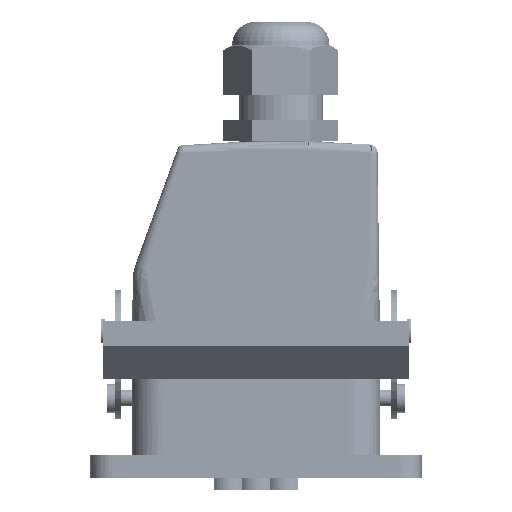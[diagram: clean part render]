
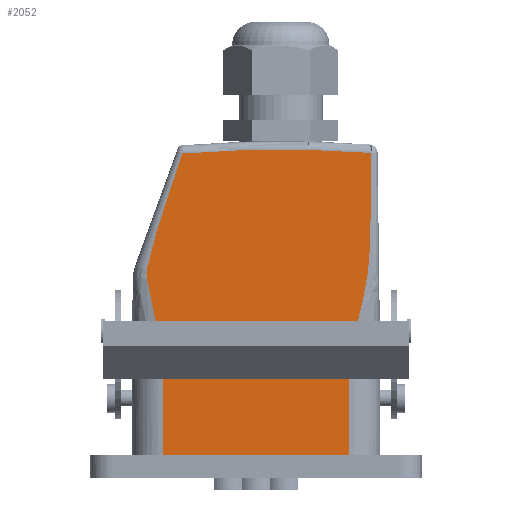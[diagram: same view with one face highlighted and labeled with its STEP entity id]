
A CAD part, left-side view. The second image highlights one B-rep face of the part: STEP entity #2052.
In plain terms, the highlighted planar face has unit normal (-1, 0, 0).
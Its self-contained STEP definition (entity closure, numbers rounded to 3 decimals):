
#1899=AXIS2_PLACEMENT_3D('Plane Axis2P3D',#1896,#1897,#1898) ;
#1959=AXIS2_PLACEMENT_3D('Circle Axis2P3D',#1957,#1958,$) ;
#1896=CARTESIAN_POINT('Axis2P3D Location',(19.5,10.,26.7)) ;
#1901=CARTESIAN_POINT('Line Origine',(19.5,17.5,20.3)) ;
#1905=CARTESIAN_POINT('Vertex',(19.5,17.5,8.4)) ;
#1907=CARTESIAN_POINT('Vertex',(19.5,17.5,32.2)) ;
#1910=CARTESIAN_POINT('Line Origine',(19.5,17.488,32.2)) ;
#1914=CARTESIAN_POINT('Vertex',(19.5,17.477,32.2)) ;
#1918=CARTESIAN_POINT('Control Point',(19.5,12.143,81.397)) ;
#1919=CARTESIAN_POINT('Control Point',(19.5,12.143,81.312)) ;
#1920=CARTESIAN_POINT('Control Point',(19.5,12.142,81.227)) ;
#1921=CARTESIAN_POINT('Control Point',(19.5,12.142,81.168)) ;
#1922=CARTESIAN_POINT('Control Point',(19.5,12.141,80.999)) ;
#1923=CARTESIAN_POINT('Control Point',(19.5,12.141,80.825)) ;
#1924=CARTESIAN_POINT('Control Point',(19.5,12.14,80.736)) ;
#1925=CARTESIAN_POINT('Control Point',(19.5,12.14,80.571)) ;
#1926=CARTESIAN_POINT('Control Point',(19.5,12.139,80.414)) ;
#1927=CARTESIAN_POINT('Control Point',(19.5,12.139,80.334)) ;
#1928=CARTESIAN_POINT('Control Point',(19.5,12.131,77.295)) ;
#1929=CARTESIAN_POINT('Control Point',(19.5,12.138,74.256)) ;
#1930=CARTESIAN_POINT('Control Point',(19.5,12.173,71.298)) ;
#1931=CARTESIAN_POINT('Control Point',(19.5,12.213,68.136)) ;
#1932=CARTESIAN_POINT('Control Point',(19.5,12.273,64.975)) ;
#1933=CARTESIAN_POINT('Control Point',(19.5,12.28,64.627)) ;
#1934=CARTESIAN_POINT('Control Point',(19.5,12.294,63.928)) ;
#1935=CARTESIAN_POINT('Control Point',(19.5,12.309,63.231)) ;
#1936=CARTESIAN_POINT('Control Point',(19.5,12.32,62.778)) ;
#1937=CARTESIAN_POINT('Control Point',(19.5,12.337,62.094)) ;
#1938=CARTESIAN_POINT('Control Point',(19.5,12.356,61.398)) ;
#1939=CARTESIAN_POINT('Control Point',(19.5,12.362,61.185)) ;
#1940=CARTESIAN_POINT('Control Point',(19.5,12.374,60.756)) ;
#1941=CARTESIAN_POINT('Control Point',(19.5,12.388,60.324)) ;
#1942=CARTESIAN_POINT('Control Point',(19.5,12.395,60.108)) ;
#1943=CARTESIAN_POINT('Control Point',(19.5,12.458,58.276)) ;
#1944=CARTESIAN_POINT('Control Point',(19.5,12.551,56.446)) ;
#1945=CARTESIAN_POINT('Control Point',(19.5,12.682,54.834)) ;
#1946=CARTESIAN_POINT('Control Point',(19.5,13.076,51.405)) ;
#1947=CARTESIAN_POINT('Control Point',(19.5,13.691,48.002)) ;
#1948=CARTESIAN_POINT('Control Point',(19.5,14.073,46.202)) ;
#1949=CARTESIAN_POINT('Control Point',(19.5,14.976,42.323)) ;
#1950=CARTESIAN_POINT('Control Point',(19.5,15.961,38.461)) ;
#1951=CARTESIAN_POINT('Control Point',(19.5,16.49,36.376)) ;
#1952=CARTESIAN_POINT('Control Point',(19.5,16.991,34.289)) ;
#1953=CARTESIAN_POINT('Control Point',(19.5,17.477,32.2)) ;
#1954=CARTESIAN_POINT('Vertex',(19.5,12.143,81.397)) ;
#1957=CARTESIAN_POINT('Axis2P3D Location',(19.5,34.,-215.8)) ;
#1961=CARTESIAN_POINT('Vertex',(19.5,57.751,81.252)) ;
#1965=CARTESIAN_POINT('Control Point',(19.5,57.751,81.252)) ;
#1966=CARTESIAN_POINT('Control Point',(19.5,57.798,81.116)) ;
#1967=CARTESIAN_POINT('Control Point',(19.5,57.846,80.979)) ;
#1968=CARTESIAN_POINT('Control Point',(19.5,57.894,80.842)) ;
#1969=CARTESIAN_POINT('Control Point',(19.5,57.99,80.568)) ;
#1970=CARTESIAN_POINT('Control Point',(19.5,58.087,80.292)) ;
#1971=CARTESIAN_POINT('Control Point',(19.5,58.135,80.153)) ;
#1972=CARTESIAN_POINT('Control Point',(19.5,59.057,77.516)) ;
#1973=CARTESIAN_POINT('Control Point',(19.5,59.965,74.872)) ;
#1974=CARTESIAN_POINT('Control Point',(19.5,60.805,72.356)) ;
#1975=CARTESIAN_POINT('Control Point',(19.5,61.703,69.646)) ;
#1976=CARTESIAN_POINT('Control Point',(19.5,62.583,66.93)) ;
#1977=CARTESIAN_POINT('Control Point',(19.5,62.646,66.735)) ;
#1978=CARTESIAN_POINT('Control Point',(19.5,62.885,65.995)) ;
#1979=CARTESIAN_POINT('Control Point',(19.5,63.12,65.259)) ;
#1980=CARTESIAN_POINT('Control Point',(19.5,63.292,64.721)) ;
#1981=CARTESIAN_POINT('Control Point',(19.5,63.619,63.684)) ;
#1982=CARTESIAN_POINT('Control Point',(19.5,63.942,62.638)) ;
#1983=CARTESIAN_POINT('Control Point',(19.5,64.094,62.14)) ;
#1984=CARTESIAN_POINT('Control Point',(19.5,64.522,60.716)) ;
#1985=CARTESIAN_POINT('Control Point',(19.5,64.93,59.286)) ;
#1986=CARTESIAN_POINT('Control Point',(19.5,65.184,58.354)) ;
#1987=CARTESIAN_POINT('Control Point',(19.5,65.591,56.784)) ;
#1988=CARTESIAN_POINT('Control Point',(19.5,65.964,55.206)) ;
#1989=CARTESIAN_POINT('Control Point',(19.5,66.11,54.564)) ;
#1990=CARTESIAN_POINT('Control Point',(19.5,66.249,53.923)) ;
#1991=CARTESIAN_POINT('Control Point',(19.5,66.383,53.282)) ;
#1992=CARTESIAN_POINT('Vertex',(19.5,66.383,53.282)) ;
#1996=CARTESIAN_POINT('Control Point',(19.5,66.383,53.282)) ;
#1997=CARTESIAN_POINT('Control Point',(19.5,66.452,52.813)) ;
#1998=CARTESIAN_POINT('Control Point',(19.5,66.478,52.338)) ;
#1999=CARTESIAN_POINT('Control Point',(19.5,66.457,51.865)) ;
#2000=CARTESIAN_POINT('Control Point',(19.5,66.388,51.401)) ;
#2001=CARTESIAN_POINT('Control Point',(19.5,66.273,50.954)) ;
#2002=CARTESIAN_POINT('Vertex',(19.5,66.273,50.954)) ;
#2006=CARTESIAN_POINT('Control Point',(19.5,66.273,50.954)) ;
#2007=CARTESIAN_POINT('Control Point',(19.5,65.96,49.043)) ;
#2008=CARTESIAN_POINT('Control Point',(19.5,65.61,47.135)) ;
#2009=CARTESIAN_POINT('Control Point',(19.5,65.232,45.235)) ;
#2010=CARTESIAN_POINT('Control Point',(19.5,64.702,42.684)) ;
#2011=CARTESIAN_POINT('Control Point',(19.5,64.162,40.129)) ;
#2012=CARTESIAN_POINT('Control Point',(19.5,63.917,38.97)) ;
#2013=CARTESIAN_POINT('Control Point',(19.5,63.544,37.203)) ;
#2014=CARTESIAN_POINT('Control Point',(19.5,63.176,35.439)) ;
#2015=CARTESIAN_POINT('Control Point',(19.5,62.961,34.393)) ;
#2016=CARTESIAN_POINT('Control Point',(19.5,62.74,33.301)) ;
#2017=CARTESIAN_POINT('Control Point',(19.5,62.52,32.2)) ;
#2018=CARTESIAN_POINT('Vertex',(19.5,62.52,32.2)) ;
#2021=CARTESIAN_POINT('Line Origine',(19.5,62.51,32.2)) ;
#2025=CARTESIAN_POINT('Vertex',(19.5,62.5,32.2)) ;
#2028=CARTESIAN_POINT('Line Origine',(19.5,62.5,20.3)) ;
#2032=CARTESIAN_POINT('Vertex',(19.5,62.5,8.4)) ;
#2035=CARTESIAN_POINT('Line Origine',(19.5,40.,8.4)) ;
#1897=DIRECTION('Axis2P3D Direction',(-1.,0.,0.)) ;
#1898=DIRECTION('Axis2P3D XDirection',(0.,1.,0.)) ;
#1902=DIRECTION('Vector Direction',(0.,0.,1.)) ;
#1911=DIRECTION('Vector Direction',(0.,-1.,0.)) ;
#1958=DIRECTION('Axis2P3D Direction',(-1.,0.,0.)) ;
#2022=DIRECTION('Vector Direction',(0.,-1.,0.)) ;
#2029=DIRECTION('Vector Direction',(0.,0.,-1.)) ;
#2036=DIRECTION('Vector Direction',(0.,1.,0.)) ;
#1903=VECTOR('Line Direction',#1902,1.) ;
#1912=VECTOR('Line Direction',#1911,1.) ;
#2023=VECTOR('Line Direction',#2022,1.) ;
#2030=VECTOR('Line Direction',#2029,1.) ;
#2037=VECTOR('Line Direction',#2036,1.) ;
#2041=ORIENTED_EDGE('',*,*,#1909,.T.) ;
#2042=ORIENTED_EDGE('',*,*,#1916,.T.) ;
#2043=ORIENTED_EDGE('',*,*,#1956,.T.) ;
#2044=ORIENTED_EDGE('',*,*,#1963,.T.) ;
#2045=ORIENTED_EDGE('',*,*,#1994,.F.) ;
#2046=ORIENTED_EDGE('',*,*,#2004,.F.) ;
#2047=ORIENTED_EDGE('',*,*,#2020,.F.) ;
#2048=ORIENTED_EDGE('',*,*,#2027,.T.) ;
#2049=ORIENTED_EDGE('',*,*,#2034,.F.) ;
#2050=ORIENTED_EDGE('',*,*,#2039,.F.) ;
#2052=ADVANCED_FACE('Hauptk\X2\00F6\X0\rper',(#2051),#1900,.T.) ;
#1917=B_SPLINE_CURVE_WITH_KNOTS('',5,(#1918,#1919,#1920,#1921,#1922,#1923,#1924,#1925,#1926,#1927,#1928,#1929,#1930,#1931,#1932,#1933,#1934,#1935,#1936,#1937,#1938,#1939,#1940,#1941,#1942,#1943,#1944,#1945,#1946,#1947,#1948,#1949,#1950,#1951,#1952,#1953),.UNSPECIFIED.,.F.,.U.,(6,3,3,3,3,3,3,3,3,3,3,6),(0.,0.602,1.16,1.726,22.663,24.11,27.606,29.135,30.664,42.109,55.061,70.189),.UNSPECIFIED.) ;
#1964=B_SPLINE_CURVE_WITH_KNOTS('',5,(#1965,#1966,#1967,#1968,#1969,#1970,#1971,#1972,#1973,#1974,#1975,#1976,#1977,#1978,#1979,#1980,#1981,#1982,#1983,#1984,#1985,#1986,#1987,#1988,#1989,#1990,#1991),.UNSPECIFIED.,.F.,.U.,(6,3,3,3,3,3,3,3,6),(0.,1.035,2.071,20.777,22.232,26.274,29.953,36.781,41.421),.UNSPECIFIED.) ;
#1995=B_SPLINE_CURVE_WITH_KNOTS('',5,(#1996,#1997,#1998,#1999,#2000,#2001),.UNSPECIFIED.,.F.,.U.,(6,6),(0.,3.318),.UNSPECIFIED.) ;
#2005=B_SPLINE_CURVE_WITH_KNOTS('',5,(#2006,#2007,#2008,#2009,#2010,#2011,#2012,#2013,#2014,#2015,#2016,#2017),.UNSPECIFIED.,.F.,.U.,(6,3,3,6),(0.,13.689,18.394,26.386),.UNSPECIFIED.) ;
#1960=CIRCLE('generated circle',#1959,298.) ;
#1909=EDGE_CURVE('',#1906,#1908,#1904,.T.) ;
#1916=EDGE_CURVE('',#1908,#1915,#1913,.T.) ;
#1956=EDGE_CURVE('',#1915,#1955,#1917,.F.) ;
#1963=EDGE_CURVE('',#1955,#1962,#1960,.T.) ;
#1994=EDGE_CURVE('',#1993,#1962,#1964,.F.) ;
#2004=EDGE_CURVE('',#2003,#1993,#1995,.F.) ;
#2020=EDGE_CURVE('',#2019,#2003,#2005,.F.) ;
#2027=EDGE_CURVE('',#2019,#2026,#2024,.T.) ;
#2034=EDGE_CURVE('',#2033,#2026,#2031,.F.) ;
#2039=EDGE_CURVE('',#1906,#2033,#2038,.T.) ;
#2040=EDGE_LOOP('',(#2041,#2042,#2043,#2044,#2045,#2046,#2047,#2048,#2049,#2050)) ;
#2051=FACE_OUTER_BOUND('',#2040,.T.) ;
#1904=LINE('Line',#1901,#1903) ;
#1913=LINE('Line',#1910,#1912) ;
#2024=LINE('Line',#2021,#2023) ;
#2031=LINE('Line',#2028,#2030) ;
#2038=LINE('Line',#2035,#2037) ;
#1900=PLANE('',#1899) ;
#1906=VERTEX_POINT('',#1905) ;
#1908=VERTEX_POINT('',#1907) ;
#1915=VERTEX_POINT('',#1914) ;
#1955=VERTEX_POINT('',#1954) ;
#1962=VERTEX_POINT('',#1961) ;
#1993=VERTEX_POINT('',#1992) ;
#2003=VERTEX_POINT('',#2002) ;
#2019=VERTEX_POINT('',#2018) ;
#2026=VERTEX_POINT('',#2025) ;
#2033=VERTEX_POINT('',#2032) ;
